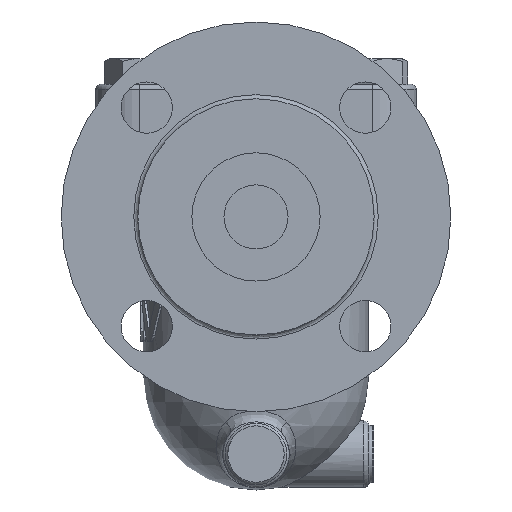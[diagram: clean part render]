
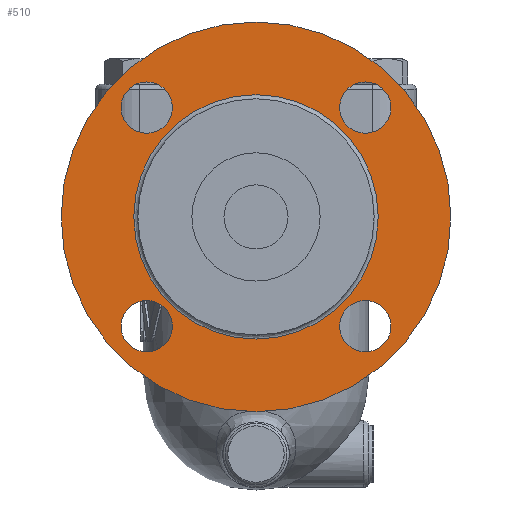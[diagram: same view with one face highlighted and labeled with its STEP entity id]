
A CAD part, left-side view. The second image highlights one B-rep face of the part: STEP entity #510.
In plain terms, the highlighted free-form (B-spline) face has degree [1, 1] with [2, 2] control points.
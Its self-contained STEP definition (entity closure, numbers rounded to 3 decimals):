
#84=CARTESIAN_POINT('',(-138.4,-32.639,-72.139));
#85=VERTEX_POINT('',#84);
#86=CARTESIAN_POINT('',(-138.4,-42.639,-72.139));
#87=DIRECTION('',(1.0,0.0,0.0));
#88=DIRECTION('',(0.0,1.0,0.0));
#89=AXIS2_PLACEMENT_3D('',#86,#87,#88);
#90=CIRCLE('',#89,10.0);
#91=EDGE_CURVE('',#85,#85,#90,.T.);
#112=CARTESIAN_POINT('',(-138.4,42.639,-62.139));
#113=VERTEX_POINT('',#112);
#114=CARTESIAN_POINT('',(-138.4,42.639,-72.139));
#115=DIRECTION('',(1.0,0.0,0.0));
#116=DIRECTION('',(0.0,0.0,1.0));
#117=AXIS2_PLACEMENT_3D('',#114,#115,#116);
#118=CIRCLE('',#117,10.0);
#119=EDGE_CURVE('',#113,#113,#118,.T.);
#140=CARTESIAN_POINT('',(-138.4,32.639,13.139));
#141=VERTEX_POINT('',#140);
#142=CARTESIAN_POINT('',(-138.4,42.639,13.139));
#143=DIRECTION('',(1.0,0.0,0.0));
#144=DIRECTION('',(0.0,-1.0,0.0));
#145=AXIS2_PLACEMENT_3D('',#142,#143,#144);
#146=CIRCLE('',#145,10.0);
#147=EDGE_CURVE('',#141,#141,#146,.T.);
#168=CARTESIAN_POINT('',(-138.4,-42.639,3.139));
#169=VERTEX_POINT('',#168);
#170=CARTESIAN_POINT('',(-138.4,-42.639,13.139));
#171=DIRECTION('',(1.0,0.0,0.0));
#172=DIRECTION('',(0.0,0.0,-1.0));
#173=AXIS2_PLACEMENT_3D('',#170,#171,#172);
#174=CIRCLE('',#173,10.0);
#175=EDGE_CURVE('',#169,#169,#174,.T.);
#287=CARTESIAN_POINT('',(-138.4,0.0,46.5));
#288=VERTEX_POINT('',#287);
#289=CARTESIAN_POINT('',(-138.4,0.0,-29.5));
#290=DIRECTION('',(-1.0,0.0,0.0));
#291=DIRECTION('',(0.0,0.0,1.0));
#292=AXIS2_PLACEMENT_3D('',#289,#290,#291);
#293=CIRCLE('',#292,76.0);
#294=EDGE_CURVE('',#288,#288,#293,.T.);
#475=CARTESIAN_POINT('',(-138.4,0.,18.15));
#476=VERTEX_POINT('',#475);
#477=CARTESIAN_POINT('',(-138.4,0.0,-29.5));
#478=DIRECTION('',(1.0,0.0,0.0));
#479=DIRECTION('',(0.0,0.0,-1.0));
#480=AXIS2_PLACEMENT_3D('',#477,#478,#479);
#481=CIRCLE('',#480,47.65);
#482=EDGE_CURVE('',#476,#476,#481,.T.);
#487=CARTESIAN_POINT('',(-138.4,76.0,46.5));
#488=CARTESIAN_POINT('',(-138.4,76.0,-105.5));
#489=CARTESIAN_POINT('',(-138.4,-76.0,46.5));
#490=CARTESIAN_POINT('',(-138.4,-76.0,-105.5));
#491=B_SPLINE_SURFACE_WITH_KNOTS('',1,1,((#487,#489),(#488,#490)),.UNSPECIFIED.,.F.,.F.,.U.,(2,2),(2,2),(0.0,152.0),(0.0,152.0),.UNSPECIFIED.);
#492=ORIENTED_EDGE('',*,*,#294,.T.);
#493=EDGE_LOOP('',(#492));
#494=FACE_OUTER_BOUND('',#493,.T.);
#495=ORIENTED_EDGE('',*,*,#91,.T.);
#496=EDGE_LOOP('',(#495));
#497=FACE_BOUND('',#496,.T.);
#498=ORIENTED_EDGE('',*,*,#119,.T.);
#499=EDGE_LOOP('',(#498));
#500=FACE_BOUND('',#499,.T.);
#501=ORIENTED_EDGE('',*,*,#147,.T.);
#502=EDGE_LOOP('',(#501));
#503=FACE_BOUND('',#502,.T.);
#504=ORIENTED_EDGE('',*,*,#175,.T.);
#505=EDGE_LOOP('',(#504));
#506=FACE_BOUND('',#505,.T.);
#507=ORIENTED_EDGE('',*,*,#482,.T.);
#508=EDGE_LOOP('',(#507));
#509=FACE_BOUND('',#508,.T.);
#510=ADVANCED_FACE('',(#494,#497,#500,#503,#506,#509),#491,.T.);
